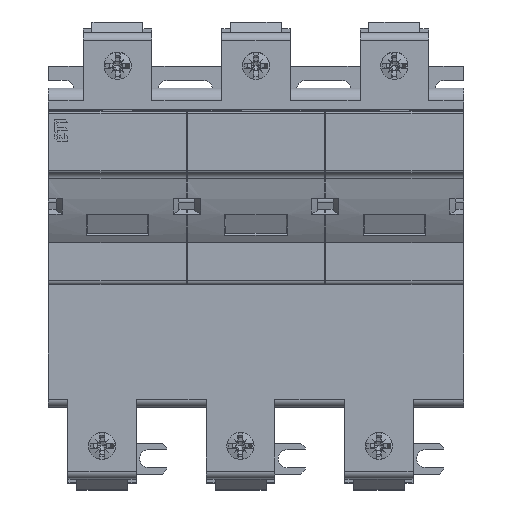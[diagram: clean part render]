
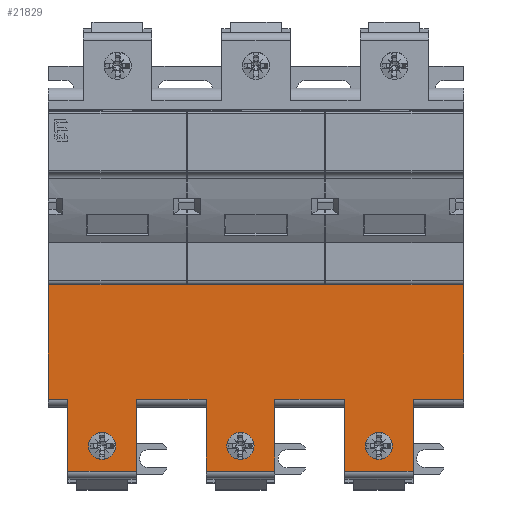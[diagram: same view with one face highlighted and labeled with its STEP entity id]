
A CAD part, top view. The second image highlights one B-rep face of the part: STEP entity #21829.
In plain terms, the highlighted planar face has unit normal (0, 0, 1).
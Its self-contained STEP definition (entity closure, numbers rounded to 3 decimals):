
#389=DIRECTION('',(0.,1.,0.));
#390=VECTOR('',#389,29.5);
#391=CARTESIAN_POINT('',(0.,-69.7,43.5));
#392=LINE('',#391,#390);
#434=DIRECTION('',(0.,-1.,0.));
#435=VECTOR('',#434,18.5);
#436=CARTESIAN_POINT('',(5.,-69.7,43.5));
#437=LINE('',#436,#435);
#449=DIRECTION('',(1.,0.,0.));
#450=VECTOR('',#449,13.);
#451=CARTESIAN_POINT('',(93.8,-69.7,43.5));
#452=LINE('',#451,#450);
#456=DIRECTION('',(-1.,0.,0.));
#457=VECTOR('',#456,17.6);
#458=CARTESIAN_POINT('',(93.8,-88.2,43.5));
#459=LINE('',#458,#457);
#463=DIRECTION('',(-1.,0.,0.));
#464=VECTOR('',#463,17.6);
#465=CARTESIAN_POINT('',(58.2,-88.2,43.5));
#466=LINE('',#465,#464);
#470=DIRECTION('',(-1.,0.,0.));
#471=VECTOR('',#470,17.6);
#472=CARTESIAN_POINT('',(22.6,-88.2,43.5));
#473=LINE('',#472,#471);
#477=DIRECTION('',(1.,0.,0.));
#478=VECTOR('',#477,5.);
#479=CARTESIAN_POINT('',(0.,-69.7,43.5));
#480=LINE('',#479,#478);
#484=CARTESIAN_POINT('',(85.,-81.7,43.5));
#485=DIRECTION('',(0.,0.,1.));
#486=DIRECTION('',(0.,1.,0.));
#487=AXIS2_PLACEMENT_3D('',#484,#485,#486);
#492=CARTESIAN_POINT('',(85.,-81.7,43.5));
#493=DIRECTION('',(0.,0.,1.));
#494=DIRECTION('',(0.,-1.,0.));
#495=AXIS2_PLACEMENT_3D('',#492,#493,#494);
#500=CARTESIAN_POINT('',(49.4,-81.7,43.5));
#501=DIRECTION('',(0.,0.,1.));
#502=DIRECTION('',(0.,1.,0.));
#503=AXIS2_PLACEMENT_3D('',#500,#501,#502);
#508=CARTESIAN_POINT('',(49.4,-81.7,43.5));
#509=DIRECTION('',(0.,0.,1.));
#510=DIRECTION('',(0.,-1.,0.));
#511=AXIS2_PLACEMENT_3D('',#508,#509,#510);
#516=CARTESIAN_POINT('',(13.8,-81.7,43.5));
#517=DIRECTION('',(0.,0.,1.));
#518=DIRECTION('',(0.,1.,0.));
#519=AXIS2_PLACEMENT_3D('',#516,#517,#518);
#524=CARTESIAN_POINT('',(13.8,-81.7,43.5));
#525=DIRECTION('',(0.,0.,1.));
#526=DIRECTION('',(0.,-1.,0.));
#527=AXIS2_PLACEMENT_3D('',#524,#525,#526);
#539=DIRECTION('',(-1.,0.,0.));
#540=VECTOR('',#539,106.8);
#541=CARTESIAN_POINT('',(106.8,-40.2,43.5));
#542=LINE('',#541,#540);
#5071=DIRECTION('',(0.,1.,0.));
#5072=VECTOR('',#5071,18.5);
#5073=CARTESIAN_POINT('',(58.2,-88.2,43.5));
#5074=LINE('',#5073,#5072);
#5540=DIRECTION('',(0.,-1.,0.));
#5541=VECTOR('',#5540,18.5);
#5542=CARTESIAN_POINT('',(40.6,-69.7,43.5));
#5543=LINE('',#5542,#5541);
#5569=DIRECTION('',(1.,0.,0.));
#5570=VECTOR('',#5569,18.);
#5571=CARTESIAN_POINT('',(22.6,-69.7,43.5));
#5572=LINE('',#5571,#5570);
#5649=DIRECTION('',(0.,1.,0.));
#5650=VECTOR('',#5649,18.5);
#5651=CARTESIAN_POINT('',(22.6,-88.2,43.5));
#5652=LINE('',#5651,#5650);
#6211=DIRECTION('',(1.,0.,0.));
#6212=VECTOR('',#6211,18.);
#6213=CARTESIAN_POINT('',(58.2,-69.7,43.5));
#6214=LINE('',#6213,#6212);
#6254=DIRECTION('',(0.,-1.,0.));
#6255=VECTOR('',#6254,18.5);
#6256=CARTESIAN_POINT('',(76.2,-69.7,43.5));
#6257=LINE('',#6256,#6255);
#6319=DIRECTION('',(0.,1.,0.));
#6320=VECTOR('',#6319,18.5);
#6321=CARTESIAN_POINT('',(93.8,-88.2,43.5));
#6322=LINE('',#6321,#6320);
#6362=DIRECTION('',(0.,1.,0.));
#6363=VECTOR('',#6362,29.5);
#6364=CARTESIAN_POINT('',(106.8,-69.7,43.5));
#6365=LINE('',#6364,#6363);
#18692=CARTESIAN_POINT('',(0.,-40.2,43.5));
#18694=VERTEX_POINT('',#18692);
#18696=CARTESIAN_POINT('',(13.8,-78.2,43.5));
#18697=CARTESIAN_POINT('',(13.8,-85.2,43.5));
#18698=VERTEX_POINT('',#18696);
#18699=VERTEX_POINT('',#18697);
#19025=CARTESIAN_POINT('',(5.,-88.2,43.5));
#19027=VERTEX_POINT('',#19025);
#19028=CARTESIAN_POINT('',(22.6,-88.2,43.5));
#19029=VERTEX_POINT('',#19028);
#19036=CARTESIAN_POINT('',(0.,-69.7,43.5));
#19037=VERTEX_POINT('',#19036);
#19038=CARTESIAN_POINT('',(5.,-69.7,43.5));
#19039=VERTEX_POINT('',#19038);
#19041=CARTESIAN_POINT('',(22.6,-69.7,43.5));
#19043=VERTEX_POINT('',#19041);
#19616=CARTESIAN_POINT('',(106.8,-40.2,43.5));
#19618=VERTEX_POINT('',#19616);
#19620=CARTESIAN_POINT('',(85.,-78.2,43.5));
#19621=CARTESIAN_POINT('',(85.,-85.2,43.5));
#19622=VERTEX_POINT('',#19620);
#19623=VERTEX_POINT('',#19621);
#19949=CARTESIAN_POINT('',(76.2,-88.2,43.5));
#19951=VERTEX_POINT('',#19949);
#19952=CARTESIAN_POINT('',(93.8,-88.2,43.5));
#19953=VERTEX_POINT('',#19952);
#19956=CARTESIAN_POINT('',(106.8,-69.7,43.5));
#19958=VERTEX_POINT('',#19956);
#19962=CARTESIAN_POINT('',(93.8,-69.7,43.5));
#19963=VERTEX_POINT('',#19962);
#19966=CARTESIAN_POINT('',(76.2,-69.7,43.5));
#19967=VERTEX_POINT('',#19966);
#20532=CARTESIAN_POINT('',(49.4,-78.2,43.5));
#20533=CARTESIAN_POINT('',(49.4,-85.2,43.5));
#20534=VERTEX_POINT('',#20532);
#20535=VERTEX_POINT('',#20533);
#20789=CARTESIAN_POINT('',(40.6,-88.2,43.5));
#20791=VERTEX_POINT('',#20789);
#20792=CARTESIAN_POINT('',(58.2,-88.2,43.5));
#20793=VERTEX_POINT('',#20792);
#20798=CARTESIAN_POINT('',(40.6,-69.7,43.5));
#20799=VERTEX_POINT('',#20798);
#20801=CARTESIAN_POINT('',(58.2,-69.7,43.5));
#20803=VERTEX_POINT('',#20801);
#21775=CARTESIAN_POINT('',(35.6,-40.2,43.5));
#21776=DIRECTION('',(0.,0.,1.));
#21777=DIRECTION('',(0.,-1.,0.));
#21778=AXIS2_PLACEMENT_3D('',#21775,#21776,#21777);
#21779=PLANE('',#21778);
#21781=ORIENTED_EDGE('',*,*,#21780,.F.);
#21783=ORIENTED_EDGE('',*,*,#21782,.F.);
#21785=ORIENTED_EDGE('',*,*,#21784,.F.);
#21787=ORIENTED_EDGE('',*,*,#21786,.F.);
#21789=ORIENTED_EDGE('',*,*,#21788,.T.);
#21791=ORIENTED_EDGE('',*,*,#21790,.F.);
#21793=ORIENTED_EDGE('',*,*,#21792,.F.);
#21795=ORIENTED_EDGE('',*,*,#21794,.F.);
#21797=ORIENTED_EDGE('',*,*,#21796,.T.);
#21799=ORIENTED_EDGE('',*,*,#21798,.F.);
#21801=ORIENTED_EDGE('',*,*,#21800,.F.);
#21803=ORIENTED_EDGE('',*,*,#21802,.F.);
#21805=ORIENTED_EDGE('',*,*,#21804,.T.);
#21806=ORIENTED_EDGE('',*,*,#21760,.F.);
#21807=ORIENTED_EDGE('',*,*,#21732,.F.);
#21808=ORIENTED_EDGE('',*,*,#21713,.T.);
#21809=EDGE_LOOP('',(#21781,#21783,#21785,#21787,#21789,#21791,#21793,#21795,
#21797,#21799,#21801,#21803,#21805,#21806,#21807,#21808));
#21810=FACE_OUTER_BOUND('',#21809,.F.);
#21812=ORIENTED_EDGE('',*,*,#21811,.T.);
#21814=ORIENTED_EDGE('',*,*,#21813,.T.);
#21815=EDGE_LOOP('',(#21812,#21814));
#21816=FACE_BOUND('',#21815,.F.);
#21818=ORIENTED_EDGE('',*,*,#21817,.T.);
#21820=ORIENTED_EDGE('',*,*,#21819,.T.);
#21821=EDGE_LOOP('',(#21818,#21820));
#21822=FACE_BOUND('',#21821,.F.);
#21824=ORIENTED_EDGE('',*,*,#21823,.T.);
#21826=ORIENTED_EDGE('',*,*,#21825,.T.);
#21827=EDGE_LOOP('',(#21824,#21826));
#21828=FACE_BOUND('',#21827,.F.);
#488=CIRCLE('',#487,3.5);
#496=CIRCLE('',#495,3.5);
#504=CIRCLE('',#503,3.5);
#512=CIRCLE('',#511,3.5);
#520=CIRCLE('',#519,3.5);
#528=CIRCLE('',#527,3.5);
#21713=EDGE_CURVE('',#19037,#18694,#392,.T.);
#21732=EDGE_CURVE('',#19037,#19039,#480,.T.);
#21760=EDGE_CURVE('',#19039,#19027,#437,.T.);
#21780=EDGE_CURVE('',#19618,#18694,#542,.T.);
#21782=EDGE_CURVE('',#19958,#19618,#6365,.T.);
#21784=EDGE_CURVE('',#19963,#19958,#452,.T.);
#21786=EDGE_CURVE('',#19953,#19963,#6322,.T.);
#21788=EDGE_CURVE('',#19953,#19951,#459,.T.);
#21790=EDGE_CURVE('',#19967,#19951,#6257,.T.);
#21792=EDGE_CURVE('',#20803,#19967,#6214,.T.);
#21794=EDGE_CURVE('',#20793,#20803,#5074,.T.);
#21796=EDGE_CURVE('',#20793,#20791,#466,.T.);
#21798=EDGE_CURVE('',#20799,#20791,#5543,.T.);
#21800=EDGE_CURVE('',#19043,#20799,#5572,.T.);
#21802=EDGE_CURVE('',#19029,#19043,#5652,.T.);
#21804=EDGE_CURVE('',#19029,#19027,#473,.T.);
#21811=EDGE_CURVE('',#19622,#19623,#488,.T.);
#21813=EDGE_CURVE('',#19623,#19622,#496,.T.);
#21817=EDGE_CURVE('',#20534,#20535,#504,.T.);
#21819=EDGE_CURVE('',#20535,#20534,#512,.T.);
#21823=EDGE_CURVE('',#18698,#18699,#520,.T.);
#21825=EDGE_CURVE('',#18699,#18698,#528,.T.);
#21829=ADVANCED_FACE('',(#21810,#21816,#21822,#21828),#21779,.T.);
